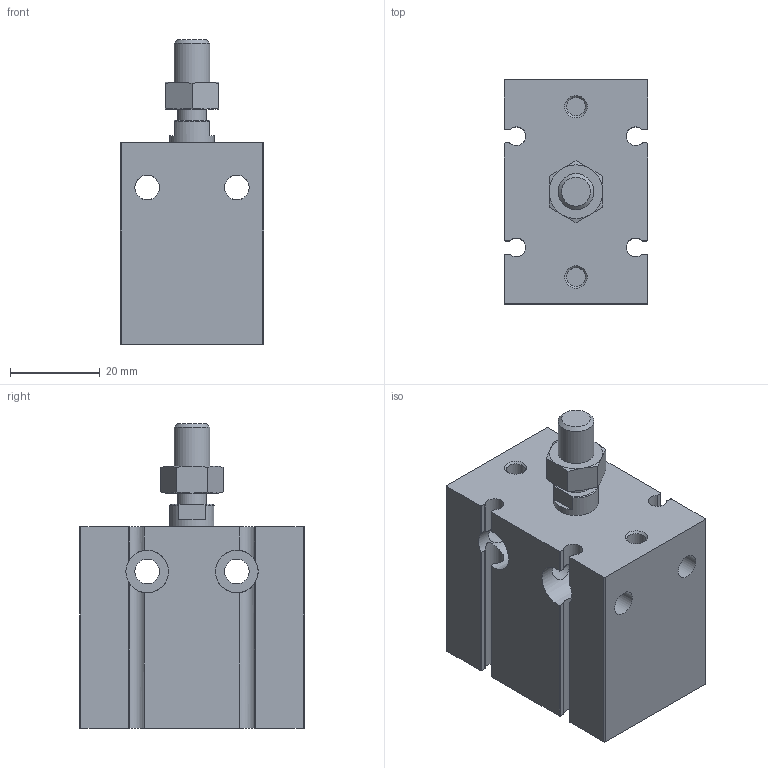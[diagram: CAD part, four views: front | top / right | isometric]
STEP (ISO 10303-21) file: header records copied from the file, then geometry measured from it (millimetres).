
FILE_DESCRIPTION( ( 'STEP AP203' ), '1' );
FILE_NAME( 'EU25X5-0()(0).stp', '2021-10-12T02:16:44', ( 'License CC BY-ND 4.0' ), ( 'CADENAS' ), ' ', 'PARTsolutions', ' ' );
FILE_SCHEMA( ( 'CONFIG_CONTROL_DESIGN' ) );
Length unit declared in the file: millimetre
Products named in the file (4): EU25X5-0()(0); _EU25X5-0()(0-dummy); _EU25X5-()(-body); _EU25X5-(0-rod)
Assembly tree (3 placements, depth 2):
  EU25X5-0()(0)
    _EU25X5-0()(0-dummy)
    _EU25X5-()(-body)
    _EU25X5-(0-rod)
Bounding box: 32 x 50 x 68 mm (x, y, z)
Volume: 63962.5 mm3; surface area: 20171.2 mm2
Topology: 2 solids, 2 shells, 141 faces, 371 edges, 243 vertices
Faces by surface type: cylinder 68, plane 54, cone 19
Full cylindrical faces by diameter (mm): 4.134 x6, 5.5 x8, 6.466 x1, 8 x1, 9.5 x4, 10 x2, 25 x2
Entity records: 5117 total; most frequent: CARTESIAN_POINT 1734, DIRECTION 652, ORIENTED_EDGE 648, EDGE_CURVE 324, AXIS2_PLACEMENT_3D 259, VERTEX_POINT 228, EDGE_LOOP 198, FACE_OUTER_BOUND 165
